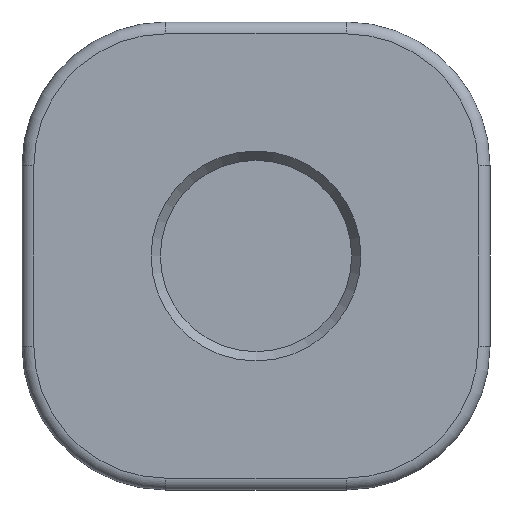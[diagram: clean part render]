
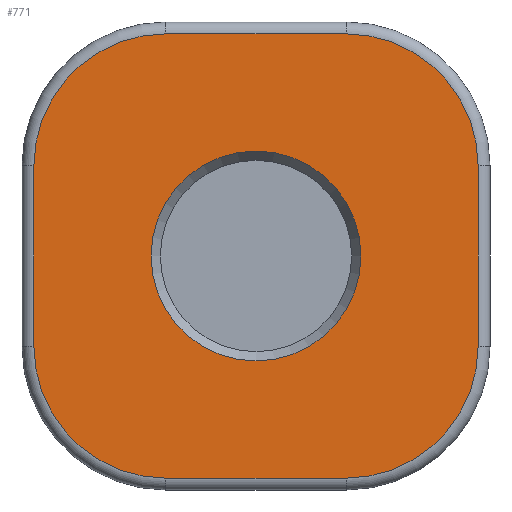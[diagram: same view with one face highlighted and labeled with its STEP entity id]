
A CAD part, front view. The second image highlights one B-rep face of the part: STEP entity #771.
In plain terms, the highlighted planar face has unit normal (0, -1, 0).
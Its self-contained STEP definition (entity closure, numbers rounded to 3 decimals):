
#47=FACE_BOUND('',#133,.T.);
#58=PLANE('',#860);
#79=FACE_OUTER_BOUND('',#132,.T.);
#132=EDGE_LOOP('',(#590,#591,#592,#593,#594,#595,#596,#597));
#133=EDGE_LOOP('',(#598));
#206=LINE('',#1353,#255);
#207=LINE('',#1357,#256);
#208=LINE('',#1361,#257);
#209=LINE('',#1364,#258);
#255=VECTOR('',#1062,1000.);
#256=VECTOR('',#1065,1000.);
#257=VECTOR('',#1068,1000.);
#258=VECTOR('',#1071,1000.);
#268=CIRCLE('',#822,2.215);
#289=CIRCLE('',#861,2.789);
#290=CIRCLE('',#862,2.789);
#291=CIRCLE('',#863,2.789);
#292=CIRCLE('',#864,2.789);
#334=VERTEX_POINT('',#1232);
#375=VERTEX_POINT('',#1349);
#376=VERTEX_POINT('',#1350);
#377=VERTEX_POINT('',#1352);
#378=VERTEX_POINT('',#1354);
#379=VERTEX_POINT('',#1356);
#380=VERTEX_POINT('',#1358);
#381=VERTEX_POINT('',#1360);
#382=VERTEX_POINT('',#1362);
#401=EDGE_CURVE('',#334,#334,#268,.T.);
#458=EDGE_CURVE('',#375,#376,#289,.T.);
#459=EDGE_CURVE('',#376,#377,#206,.T.);
#460=EDGE_CURVE('',#377,#378,#290,.T.);
#461=EDGE_CURVE('',#378,#379,#207,.T.);
#462=EDGE_CURVE('',#379,#380,#291,.T.);
#463=EDGE_CURVE('',#380,#381,#208,.T.);
#464=EDGE_CURVE('',#381,#382,#292,.T.);
#465=EDGE_CURVE('',#382,#375,#209,.T.);
#590=ORIENTED_EDGE('',*,*,#458,.T.);
#591=ORIENTED_EDGE('',*,*,#459,.T.);
#592=ORIENTED_EDGE('',*,*,#460,.T.);
#593=ORIENTED_EDGE('',*,*,#461,.T.);
#594=ORIENTED_EDGE('',*,*,#462,.T.);
#595=ORIENTED_EDGE('',*,*,#463,.T.);
#596=ORIENTED_EDGE('',*,*,#464,.T.);
#597=ORIENTED_EDGE('',*,*,#465,.T.);
#598=ORIENTED_EDGE('',*,*,#401,.T.);
#771=ADVANCED_FACE('',(#79,#47),#58,.T.);
#822=AXIS2_PLACEMENT_3D('',#1234,#946,#947);
#860=AXIS2_PLACEMENT_3D('',#1348,#1058,#1059);
#861=AXIS2_PLACEMENT_3D('',#1351,#1060,#1061);
#862=AXIS2_PLACEMENT_3D('',#1355,#1063,#1064);
#863=AXIS2_PLACEMENT_3D('',#1359,#1066,#1067);
#864=AXIS2_PLACEMENT_3D('',#1363,#1069,#1070);
#946=DIRECTION('center_axis',(0.,1.,0.));
#947=DIRECTION('ref_axis',(0.,0.,
-1.));
#1058=DIRECTION('center_axis',(0.,-1.,0.));
#1059=DIRECTION('ref_axis',(0.,0.,-1.));
#1060=DIRECTION('center_axis',(0.,-1.,0.));
#1061=DIRECTION('ref_axis',(0.,0.,
-1.));
#1062=DIRECTION('',(1.,0.,0.));
#1063=DIRECTION('center_axis',(0.,-1.,0.));
#1064=DIRECTION('ref_axis',(0.,0.,
-1.));
#1065=DIRECTION('',(0.,0.,1.));
#1066=DIRECTION('center_axis',(0.,-1.,0.));
#1067=DIRECTION('ref_axis',(0.,0.,
-1.));
#1068=DIRECTION('',(-1.,0.,0.));
#1069=DIRECTION('center_axis',(0.,-1.,0.));
#1070=DIRECTION('ref_axis',(0.,0.,
-1.));
#1071=DIRECTION('',(0.,0.,-1.));
#1232=CARTESIAN_POINT('',(-80.154,-4.25,32.215));
#1234=CARTESIAN_POINT('Origin',(-80.154,-4.25,30.));
#1348=CARTESIAN_POINT('Origin',(-82.054,-4.25,28.1));
#1349=CARTESIAN_POINT('',(-84.843,-4.25,28.1));
#1350=CARTESIAN_POINT('',(-82.054,-4.25,25.311));
#1351=CARTESIAN_POINT('Origin',(-82.054,-4.25,28.1));
#1352=CARTESIAN_POINT('',(-78.254,-4.25,25.311));
#1353=CARTESIAN_POINT('',(-78.254,-4.25,25.311));
#1354=CARTESIAN_POINT('',(-75.465,-4.25,28.1));
#1355=CARTESIAN_POINT('Origin',(-78.254,-4.25,28.1));
#1356=CARTESIAN_POINT('',(-75.465,-4.25,31.9));
#1357=CARTESIAN_POINT('',(-75.465,-4.25,31.9));
#1358=CARTESIAN_POINT('',(-78.254,-4.25,34.689));
#1359=CARTESIAN_POINT('Origin',(-78.254,-4.25,31.9));
#1360=CARTESIAN_POINT('',(-82.054,-4.25,34.689));
#1361=CARTESIAN_POINT('',(-82.054,-4.25,34.689));
#1362=CARTESIAN_POINT('',(-84.843,-4.25,31.9));
#1363=CARTESIAN_POINT('Origin',(-82.054,-4.25,31.9));
#1364=CARTESIAN_POINT('',(-84.843,-4.25,28.1));
